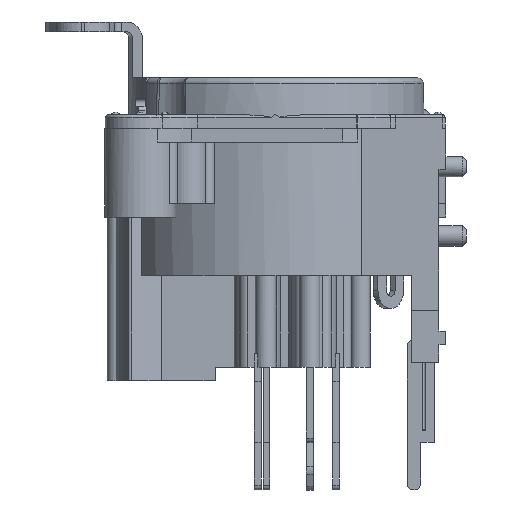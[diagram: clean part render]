
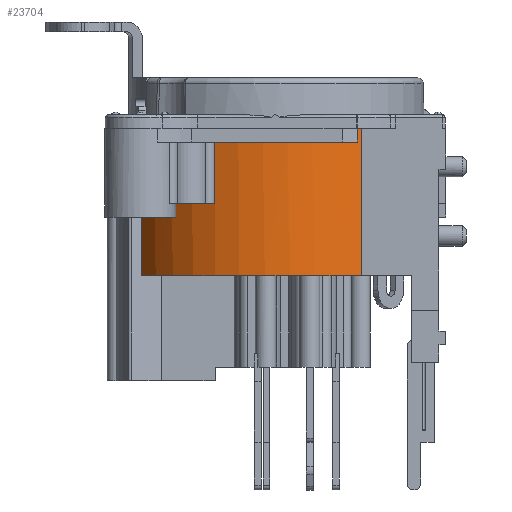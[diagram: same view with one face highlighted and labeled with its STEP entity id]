
A CAD part, left-side view. The second image highlights one B-rep face of the part: STEP entity #23704.
In plain terms, the highlighted cylindrical face has radius 11 mm (diameter 22 mm), a partial arc.
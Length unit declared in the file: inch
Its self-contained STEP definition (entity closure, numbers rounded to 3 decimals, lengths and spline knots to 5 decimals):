
#417=CIRCLE('',#25200,0.43307);
#418=CIRCLE('',#25201,0.43307);
#419=CIRCLE('',#25202,0.43307);
#420=CIRCLE('',#25203,0.43307);
#421=CIRCLE('',#25204,0.43307);
#800=CYLINDRICAL_SURFACE('',#25199,0.43307);
#1254=FACE_OUTER_BOUND('',#2466,.T.);
#2466=EDGE_LOOP('',(#16427,#16428,#16429,#16430,#16431,#16432,#16433,#16434,
#16435,#16436));
#3602=LINE('',#33276,#6317);
#4283=LINE('',#35330,#6998);
#4284=LINE('',#35334,#6999);
#4285=LINE('',#35338,#7000);
#4286=LINE('',#35342,#7001);
#6317=VECTOR('',#26796,0.36614);
#6998=VECTOR('',#28413,0.4252);
#6999=VECTOR('',#28416,0.03937);
#7000=VECTOR('',#28419,0.17717);
#7001=VECTOR('',#28422,0.17717);
#9090=VERTEX_POINT('',#33274);
#9091=VERTEX_POINT('',#33275);
#9725=VERTEX_POINT('',#35327);
#9726=VERTEX_POINT('',#35329);
#9727=VERTEX_POINT('',#35331);
#9728=VERTEX_POINT('',#35333);
#9729=VERTEX_POINT('',#35335);
#9730=VERTEX_POINT('',#35337);
#9731=VERTEX_POINT('',#35339);
#9732=VERTEX_POINT('',#35341);
#11374=EDGE_CURVE('',#9090,#9091,#3602,.T.);
#12273=EDGE_CURVE('',#9091,#9725,#417,.T.);
#12274=EDGE_CURVE('',#9725,#9726,#4283,.T.);
#12275=EDGE_CURVE('',#9727,#9726,#418,.T.);
#12276=EDGE_CURVE('',#9727,#9728,#4284,.T.);
#12277=EDGE_CURVE('',#9728,#9729,#419,.T.);
#12278=EDGE_CURVE('',#9729,#9730,#4285,.T.);
#12279=EDGE_CURVE('',#9730,#9731,#420,.T.);
#12280=EDGE_CURVE('',#9731,#9732,#4286,.T.);
#12281=EDGE_CURVE('',#9732,#9090,#421,.T.);
#16427=ORIENTED_EDGE('',*,*,#11374,.T.);
#16428=ORIENTED_EDGE('',*,*,#12273,.T.);
#16429=ORIENTED_EDGE('',*,*,#12274,.T.);
#16430=ORIENTED_EDGE('',*,*,#12275,.F.);
#16431=ORIENTED_EDGE('',*,*,#12276,.T.);
#16432=ORIENTED_EDGE('',*,*,#12277,.T.);
#16433=ORIENTED_EDGE('',*,*,#12278,.T.);
#16434=ORIENTED_EDGE('',*,*,#12279,.T.);
#16435=ORIENTED_EDGE('',*,*,#12280,.T.);
#16436=ORIENTED_EDGE('',*,*,#12281,.T.);
#23704=ADVANCED_FACE('',(#1254),#800,.T.);
#25199=AXIS2_PLACEMENT_3D('',#35326,#28409,#28410);
#25200=AXIS2_PLACEMENT_3D('',#35328,#28411,#28412);
#25201=AXIS2_PLACEMENT_3D('',#35332,#28414,#28415);
#25202=AXIS2_PLACEMENT_3D('',#35336,#28417,#28418);
#25203=AXIS2_PLACEMENT_3D('',#35340,#28420,#28421);
#25204=AXIS2_PLACEMENT_3D('',#35343,#28423,#28424);
#26796=DIRECTION('',(0.,0.,-1.));
#28409=DIRECTION('center_axis',(0.,0.,1.));
#28410=DIRECTION('ref_axis',(-0.971,0.238,0.));
#28411=DIRECTION('center_axis',(0.,0.,1.));
#28412=DIRECTION('ref_axis',(-0.459,0.888,0.));
#28413=DIRECTION('',(0.,0.,1.));
#28414=DIRECTION('center_axis',(0.,0.,
1.));
#28415=DIRECTION('ref_axis',(1.,0.,0.));
#28416=DIRECTION('',(0.,0.,-1.));
#28417=DIRECTION('center_axis',(0.,0.,-1.));
#28418=DIRECTION('ref_axis',(-0.838,-0.545,0.));
#28419=DIRECTION('',(0.,0.,-1.));
#28420=DIRECTION('center_axis',(0.,0.,-1.));
#28421=DIRECTION('ref_axis',(-0.916,0.402,0.));
#28422=DIRECTION('',(0.,0.,1.));
#28423=DIRECTION('center_axis',(0.,0.,-1.));
#28424=DIRECTION('ref_axis',(-0.5,0.866,0.));
#33274=CARTESIAN_POINT('',(-0.22105,0.20127,-0.07874));
#33275=CARTESIAN_POINT('',(-0.22105,0.20127,-0.46457));
#33276=CARTESIAN_POINT('',(-0.22105,0.20127,-0.09843));
#35326=CARTESIAN_POINT('Origin',(-0.02207,-0.18339,
-0.47307));
#35327=CARTESIAN_POINT('',(-0.3764,-0.43239,-0.46457));
#35328=CARTESIAN_POINT('Origin',(-0.02207,-0.18339,
-0.46457));
#35329=CARTESIAN_POINT('',(-0.3764,-0.43239,-0.03937));
#35330=CARTESIAN_POINT('',(-0.3764,-0.43239,-0.46457));
#35331=CARTESIAN_POINT('',(-0.38505,-0.41961,-0.03937));
#35332=CARTESIAN_POINT('Origin',(-0.02207,-0.18339,
-0.03937));
#35333=CARTESIAN_POINT('',(-0.38505,-0.41961,-0.07874));
#35334=CARTESIAN_POINT('',(-0.38505,-0.41961,-0.03937));
#35335=CARTESIAN_POINT('',(-0.41867,-0.00942,-0.07874));
#35336=CARTESIAN_POINT('Origin',(-0.02207,-0.18339,
-0.07874));
#35337=CARTESIAN_POINT('',(-0.41867,-0.00942,-0.25591));
#35338=CARTESIAN_POINT('',(-0.41867,-0.00942,-0.07874));
#35339=CARTESIAN_POINT('',(-0.28101,0.16375,-0.25591));
#35340=CARTESIAN_POINT('Origin',(-0.02207,-0.18339,
-0.25591));
#35341=CARTESIAN_POINT('',(-0.28101,0.16375,-0.07874));
#35342=CARTESIAN_POINT('',(-0.28101,0.16375,-0.25591));
#35343=CARTESIAN_POINT('Origin',(-0.02207,-0.18339,
-0.07874));
